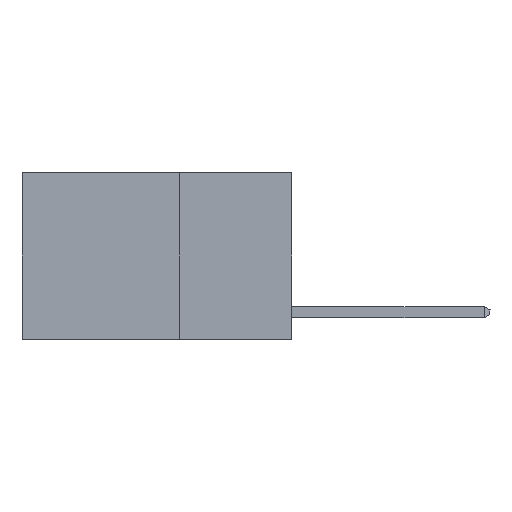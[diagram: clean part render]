
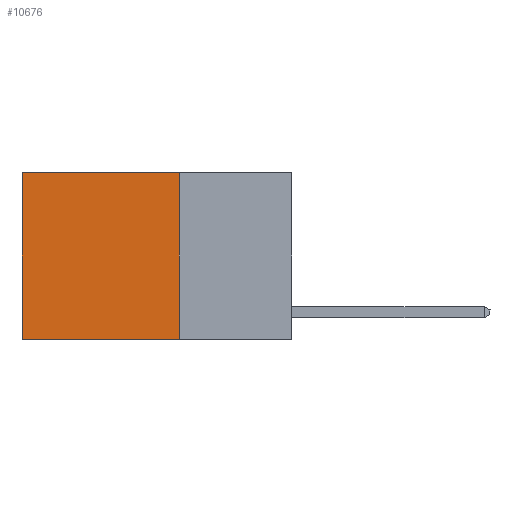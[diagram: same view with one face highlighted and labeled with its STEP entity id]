
A CAD part, left-side view. The second image highlights one B-rep face of the part: STEP entity #10676.
In plain terms, the highlighted planar face has unit normal (-1, 0, 0).
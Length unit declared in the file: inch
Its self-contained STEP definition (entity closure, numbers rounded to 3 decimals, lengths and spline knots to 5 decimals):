
#1014 = ORIENTED_EDGE ( 'NONE', *, *, #6377, .T. ) ;
#1327 = DIRECTION ( 'NONE',  ( 0., 0., -1. ) ) ;
#3792 = LINE ( 'NONE', #17101, #18709 ) ;
#5025 = LINE ( 'NONE', #11669, #14424 ) ;
#5146 = EDGE_CURVE ( 'NONE', #6366, #18935, #3792, .T. ) ;
#5737 = ORIENTED_EDGE ( 'NONE', *, *, #5146, .F. ) ;
#5887 = DIRECTION ( 'NONE',  ( 0., 0., -1. ) ) ;
#6366 = VERTEX_POINT ( 'NONE', #21002 ) ;
#6377 = EDGE_CURVE ( 'NONE', #20834, #14984, #10505, .T. ) ;
#9717 = CARTESIAN_POINT ( 'NONE',  ( 0.2625, 0.6, 0. ) ) ;
#9899 = CARTESIAN_POINT ( 'NONE',  ( 0.2625, 0.6, 0. ) ) ;
#10258 = VECTOR ( 'NONE', #13642, 39.37008 ) ;
#10505 = LINE ( 'NONE', #9899, #10258 ) ;
#10676 = ADVANCED_FACE ( 'NONE', ( #12685 ), #10719, .F. ) ;
#10719 = PLANE ( 'NONE',  #16686 ) ;
#11035 = EDGE_CURVE ( 'NONE', #6366, #20834, #5025, .T. ) ;
#11669 = CARTESIAN_POINT ( 'NONE',  ( 0.2625, 0.25, 0. ) ) ;
#12587 = DIRECTION ( 'NONE',  ( 1., 0., 0. ) ) ;
#12685 = FACE_OUTER_BOUND ( 'NONE', #15451, .T. ) ;
#13642 = DIRECTION ( 'NONE',  ( 0., 0., -1. ) ) ;
#13812 = DIRECTION ( 'NONE',  ( 0., 1., 0. ) ) ;
#14424 = VECTOR ( 'NONE', #22763, 39.37008 ) ;
#14984 = VERTEX_POINT ( 'NONE', #21588 ) ;
#15338 = ORIENTED_EDGE ( 'NONE', *, *, #11035, .T. ) ;
#15451 = EDGE_LOOP ( 'NONE', ( #1014, #18685, #5737, #15338 ) ) ;
#16686 = AXIS2_PLACEMENT_3D ( 'NONE', #18126, #12587, #1327 ) ;
#16951 = CARTESIAN_POINT ( 'NONE',  ( 0.2625, 0.25, -0.37 ) ) ;
#17027 = VECTOR ( 'NONE', #13812, 39.37008 ) ;
#17101 = CARTESIAN_POINT ( 'NONE',  ( 0.2625, 0.25, 0. ) ) ;
#18126 = CARTESIAN_POINT ( 'NONE',  ( 0.2625, 0.25, 0. ) ) ;
#18463 = EDGE_CURVE ( 'NONE', #18935, #14984, #21924, .T. ) ;
#18685 = ORIENTED_EDGE ( 'NONE', *, *, #18463, .F. ) ;
#18709 = VECTOR ( 'NONE', #5887, 39.37008 ) ;
#18935 = VERTEX_POINT ( 'NONE', #16951 ) ;
#20834 = VERTEX_POINT ( 'NONE', #9717 ) ;
#21002 = CARTESIAN_POINT ( 'NONE',  ( 0.2625, 0.25, 0. ) ) ;
#21174 = CARTESIAN_POINT ( 'NONE',  ( 0.2625, 0.25, -0.37 ) ) ;
#21588 = CARTESIAN_POINT ( 'NONE',  ( 0.2625, 0.6, -0.37 ) ) ;
#21924 = LINE ( 'NONE', #21174, #17027 ) ;
#22763 = DIRECTION ( 'NONE',  ( 0., 1., 0. ) ) ;
